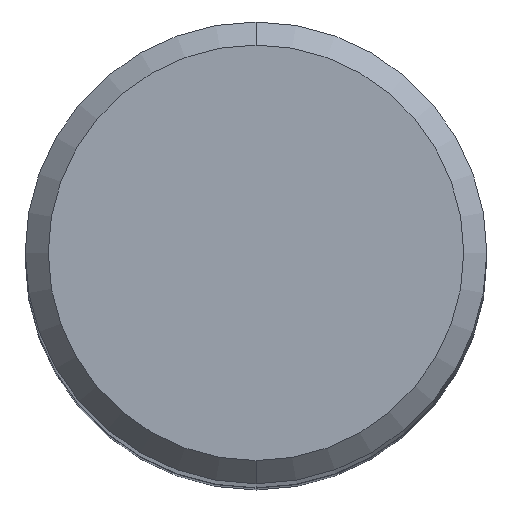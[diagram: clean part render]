
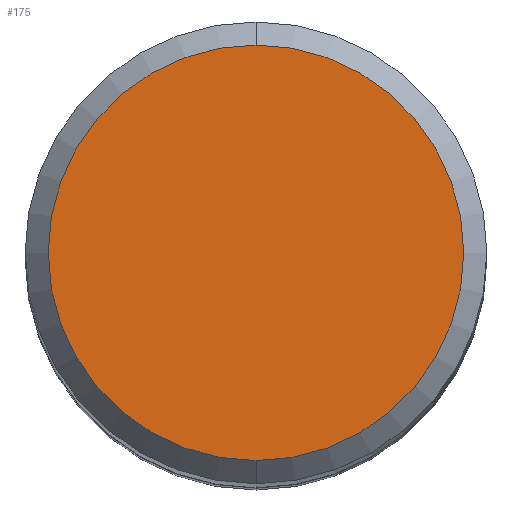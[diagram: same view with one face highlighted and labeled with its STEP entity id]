
A CAD part, top view. The second image highlights one B-rep face of the part: STEP entity #175.
In plain terms, the highlighted planar face has unit normal (0, 0, 1).
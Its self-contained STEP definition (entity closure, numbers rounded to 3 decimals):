
#141=EDGE_CURVE('',#335,#313,#376,.T.);
#175=ADVANCED_FACE('',(#418),#419,.T.);
#313=VERTEX_POINT('',#572);
#335=VERTEX_POINT('',#599);
#355=EDGE_CURVE('',#313,#335,#620,.T.);
#376=CIRCLE('',#634,3.6);
#418=FACE_OUTER_BOUND('',#686,.T.);
#419=PLANE('',#687);
#572=CARTESIAN_POINT('',(0.,-3.6,0.0));
#599=CARTESIAN_POINT('',(0.0,3.6,0.0));
#620=CIRCLE('',#943,3.6);
#634=AXIS2_PLACEMENT_3D('',#945,#946,#947);
#686=EDGE_LOOP('',(#1017,#1018));
#687=AXIS2_PLACEMENT_3D('',#1019,#1020,#1021);
#943=AXIS2_PLACEMENT_3D('',#1262,#1263,#1264);
#945=CARTESIAN_POINT('',(0.0,0.0,0.0));
#946=DIRECTION('',(0.0,0.0,-1.0));
#947=DIRECTION('',(0.0,1.0,0.0));
#1017=ORIENTED_EDGE('',*,*,#141,.F.);
#1018=ORIENTED_EDGE('',*,*,#355,.F.);
#1019=CARTESIAN_POINT('',(0.0,1.8,0.0));
#1020=DIRECTION('',(-0.0,0.0,1.0));
#1021=DIRECTION('',(0.0,-1.0,0.0));
#1262=CARTESIAN_POINT('',(0.0,0.0,0.0));
#1263=DIRECTION('',(0.0,0.0,-1.0));
#1264=DIRECTION('',(0.0,1.0,0.0));
